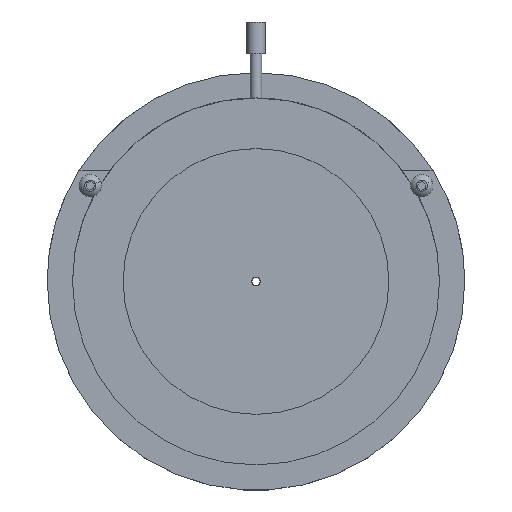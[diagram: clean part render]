
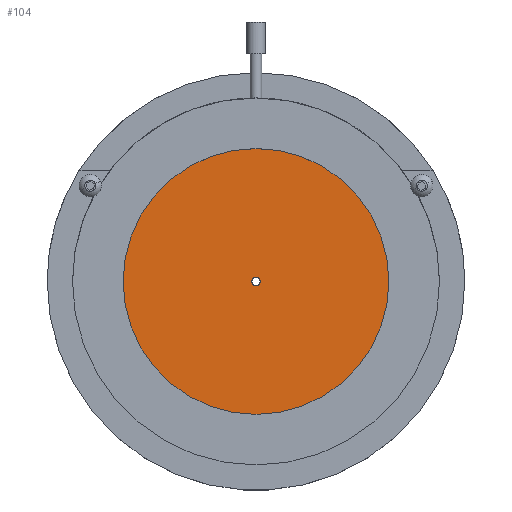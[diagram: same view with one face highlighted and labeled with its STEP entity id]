
A CAD part, top view. The second image highlights one B-rep face of the part: STEP entity #104.
In plain terms, the highlighted planar face has unit normal (0, 0, 1).
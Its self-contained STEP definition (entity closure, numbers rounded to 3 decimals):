
#75 = DIRECTION ( 'NONE',  ( 1., 0., 0. ) ) ;
#104 = ADVANCED_FACE ( 'NONE', ( #2532, #856 ), #522, .T. ) ;
#186 = EDGE_CURVE ( 'NONE', #2017, #827, #786, .T. ) ;
#228 = EDGE_CURVE ( 'NONE', #2651, #1444, #1616, .T. ) ;
#263 = CARTESIAN_POINT ( 'NONE',  ( -21., 0., 6.5 ) ) ;
#275 = CARTESIAN_POINT ( 'NONE',  ( -0.65, 0., 6.5 ) ) ;
#398 = CARTESIAN_POINT ( 'NONE',  ( 0., 0., 6.5 ) ) ;
#424 = CIRCLE ( 'NONE', #2802, 21. ) ;
#500 = AXIS2_PLACEMENT_3D ( 'NONE', #2104, #1210, #2806 ) ;
#522 = PLANE ( 'NONE',  #1580 ) ;
#638 = DIRECTION ( 'NONE',  ( 0., 0., 1. ) ) ;
#646 = DIRECTION ( 'NONE',  ( 1., 0., 0. ) ) ;
#754 = DIRECTION ( 'NONE',  ( 0., 0., 1. ) ) ;
#786 = CIRCLE ( 'NONE', #500, 0.65 ) ;
#805 = EDGE_CURVE ( 'NONE', #827, #2017, #1082, .T. ) ;
#807 = CARTESIAN_POINT ( 'NONE',  ( 0., 0., 6.5 ) ) ;
#827 = VERTEX_POINT ( 'NONE', #1110 ) ;
#856 = FACE_OUTER_BOUND ( 'NONE', #2106, .T. ) ;
#978 = AXIS2_PLACEMENT_3D ( 'NONE', #398, #754, #75 ) ;
#1082 = CIRCLE ( 'NONE', #2667, 0.65 ) ;
#1110 = CARTESIAN_POINT ( 'NONE',  ( 0.65, 0., 6.5 ) ) ;
#1171 = DIRECTION ( 'NONE',  ( 0., 0., 1. ) ) ;
#1210 = DIRECTION ( 'NONE',  ( 0., 0., 1. ) ) ;
#1444 = VERTEX_POINT ( 'NONE', #263 ) ;
#1580 = AXIS2_PLACEMENT_3D ( 'NONE', #2455, #2696, #646 ) ;
#1616 = CIRCLE ( 'NONE', #978, 21. ) ;
#1619 = DIRECTION ( 'NONE',  ( 1., 0., 0. ) ) ;
#1830 = EDGE_CURVE ( 'NONE', #1444, #2651, #424, .T. ) ;
#1841 = DIRECTION ( 'NONE',  ( 1., 0., 0. ) ) ;
#2017 = VERTEX_POINT ( 'NONE', #275 ) ;
#2063 = ORIENTED_EDGE ( 'NONE', *, *, #186, .F. ) ;
#2104 = CARTESIAN_POINT ( 'NONE',  ( 0., 0., 6.5 ) ) ;
#2106 = EDGE_LOOP ( 'NONE', ( #2892, #2367 ) ) ;
#2229 = CARTESIAN_POINT ( 'NONE',  ( 21., 0., 6.5 ) ) ;
#2367 = ORIENTED_EDGE ( 'NONE', *, *, #1830, .T. ) ;
#2455 = CARTESIAN_POINT ( 'NONE',  ( 0., 0., 6.5 ) ) ;
#2505 = ORIENTED_EDGE ( 'NONE', *, *, #805, .F. ) ;
#2532 = FACE_BOUND ( 'NONE', #2879, .T. ) ;
#2651 = VERTEX_POINT ( 'NONE', #2229 ) ;
#2667 = AXIS2_PLACEMENT_3D ( 'NONE', #807, #638, #1841 ) ;
#2696 = DIRECTION ( 'NONE',  ( 0., 0., 1. ) ) ;
#2753 = CARTESIAN_POINT ( 'NONE',  ( 0., 0., 6.5 ) ) ;
#2802 = AXIS2_PLACEMENT_3D ( 'NONE', #2753, #1171, #1619 ) ;
#2806 = DIRECTION ( 'NONE',  ( 1., 0., 0. ) ) ;
#2879 = EDGE_LOOP ( 'NONE', ( #2063, #2505 ) ) ;
#2892 = ORIENTED_EDGE ( 'NONE', *, *, #228, .T. ) ;
